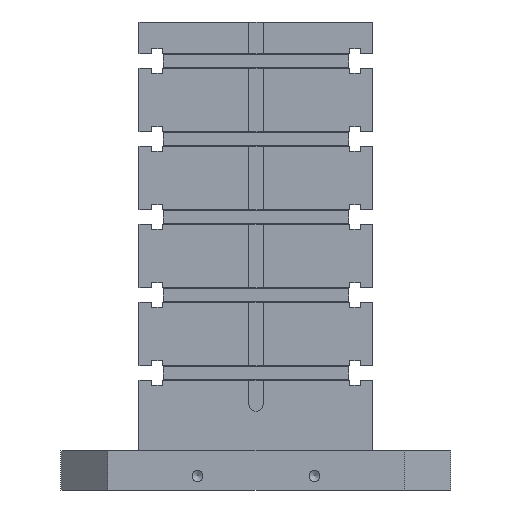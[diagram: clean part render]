
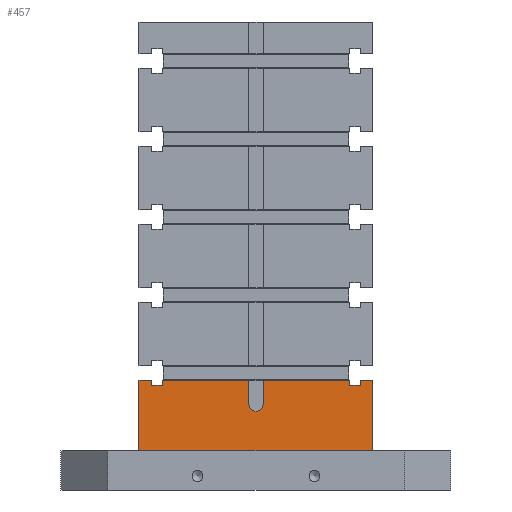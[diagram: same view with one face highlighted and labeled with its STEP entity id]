
A CAD part, front view. The second image highlights one B-rep face of the part: STEP entity #457.
In plain terms, the highlighted planar face has unit normal (0, -1, 0).
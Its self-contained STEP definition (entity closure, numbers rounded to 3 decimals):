
#457 = ADVANCED_FACE( '', ( #1767 ), #1768, .F. );
#1767 = FACE_OUTER_BOUND( '', #4112, .T. );
#1768 = PLANE( '', #4113 );
#4112 = EDGE_LOOP( '', ( #9251, #9252, #9253, #9254, #9255, #9256, #9257, #9258, #9259, #9260, #9261, #9262, #9263, #9264, #9265, #9266 ) );
#4113 = AXIS2_PLACEMENT_3D( '', #9267, #9268, #9269 );
#9251 = ORIENTED_EDGE( '', *, *, #14621, .T. );
#9252 = ORIENTED_EDGE( '', *, *, #14622, .T. );
#9253 = ORIENTED_EDGE( '', *, *, #14623, .T. );
#9254 = ORIENTED_EDGE( '', *, *, #13577, .T. );
#9255 = ORIENTED_EDGE( '', *, *, #14624, .T. );
#9256 = ORIENTED_EDGE( '', *, *, #14625, .T. );
#9257 = ORIENTED_EDGE( '', *, *, #14626, .T. );
#9258 = ORIENTED_EDGE( '', *, *, #14627, .T. );
#9259 = ORIENTED_EDGE( '', *, *, #14628, .T. );
#9260 = ORIENTED_EDGE( '', *, *, #14629, .F. );
#9261 = ORIENTED_EDGE( '', *, *, #14630, .F. );
#9262 = ORIENTED_EDGE( '', *, *, #14631, .T. );
#9263 = ORIENTED_EDGE( '', *, *, #14632, .F. );
#9264 = ORIENTED_EDGE( '', *, *, #14633, .F. );
#9265 = ORIENTED_EDGE( '', *, *, #14634, .F. );
#9266 = ORIENTED_EDGE( '', *, *, #13573, .T. );
#9267 = CARTESIAN_POINT( '', ( -150., -150., 600. ) );
#9268 = DIRECTION( '', ( 0., 1., 0. ) );
#9269 = DIRECTION( '', ( -1., 0., 0. ) );
#13573 = EDGE_CURVE( '', #16194, #16191, #16195, .T. );
#13577 = EDGE_CURVE( '', #16202, #16200, #16203, .T. );
#14621 = EDGE_CURVE( '', #16191, #17956, #17957, .T. );
#14622 = EDGE_CURVE( '', #17956, #17958, #17959, .T. );
#14623 = EDGE_CURVE( '', #17958, #16202, #17960, .T. );
#14624 = EDGE_CURVE( '', #16200, #17961, #17962, .T. );
#14625 = EDGE_CURVE( '', #17961, #17963, #17964, .T. );
#14626 = EDGE_CURVE( '', #17963, #17965, #17966, .T. );
#14627 = EDGE_CURVE( '', #17965, #17967, #17968, .T. );
#14628 = EDGE_CURVE( '', #17967, #17969, #17970, .T. );
#14629 = EDGE_CURVE( '', #17971, #17969, #17972, .T. );
#14630 = EDGE_CURVE( '', #17973, #17971, #17974, .T. );
#14631 = EDGE_CURVE( '', #17973, #17975, #17976, .T. );
#14632 = EDGE_CURVE( '', #17977, #17975, #17978, .T. );
#14633 = EDGE_CURVE( '', #17979, #17977, #17980, .T. );
#14634 = EDGE_CURVE( '', #16194, #17979, #17981, .T. );
#16191 = VERTEX_POINT( '', #20344 );
#16194 = VERTEX_POINT( '', #20348 );
#16195 = LINE( '', #20349, #20350 );
#16200 = VERTEX_POINT( '', #20357 );
#16202 = VERTEX_POINT( '', #20360 );
#16203 = LINE( '', #20361, #20362 );
#17956 = VERTEX_POINT( '', #23158 );
#17957 = LINE( '', #23159, #23160 );
#17958 = VERTEX_POINT( '', #23161 );
#17959 = CIRCLE( '', #23162, 9. );
#17960 = LINE( '', #23163, #23164 );
#17961 = VERTEX_POINT( '', #23165 );
#17962 = LINE( '', #23166, #23167 );
#17963 = VERTEX_POINT( '', #23168 );
#17964 = LINE( '', #23169, #23170 );
#17965 = VERTEX_POINT( '', #23171 );
#17966 = LINE( '', #23172, #23173 );
#17967 = VERTEX_POINT( '', #23174 );
#17968 = LINE( '', #23175, #23176 );
#17969 = VERTEX_POINT( '', #23177 );
#17970 = LINE( '', #23178, #23179 );
#17971 = VERTEX_POINT( '', #23180 );
#17972 = LINE( '', #23181, #23182 );
#17973 = VERTEX_POINT( '', #23183 );
#17974 = LINE( '', #23184, #23185 );
#17975 = VERTEX_POINT( '', #23186 );
#17976 = LINE( '', #23187, #23188 );
#17977 = VERTEX_POINT( '', #23189 );
#17978 = LINE( '', #23190, #23191 );
#17979 = VERTEX_POINT( '', #23192 );
#17980 = LINE( '', #23193, #23194 );
#17981 = LINE( '', #23195, #23196 );
#20344 = CARTESIAN_POINT( '', ( 9., -150., 141. ) );
#20348 = CARTESIAN_POINT( '', ( 120., -150., 141. ) );
#20349 = CARTESIAN_POINT( '', ( 150., -150., 141. ) );
#20350 = VECTOR( '', #26251, 1000. );
#20357 = CARTESIAN_POINT( '', ( -120., -150., 141. ) );
#20360 = CARTESIAN_POINT( '', ( -9., -150., 141. ) );
#20361 = CARTESIAN_POINT( '', ( 150., -150., 141. ) );
#20362 = VECTOR( '', #26255, 1000. );
#23158 = CARTESIAN_POINT( '', ( 9., -150., 110. ) );
#23159 = CARTESIAN_POINT( '', ( 9., -150., 600. ) );
#23160 = VECTOR( '', #27299, 1000. );
#23161 = CARTESIAN_POINT( '', ( -9., -150., 110. ) );
#23162 = AXIS2_PLACEMENT_3D( '', #27300, #27301, #27302 );
#23163 = CARTESIAN_POINT( '', ( -9., -150., 110. ) );
#23164 = VECTOR( '', #27303, 1000. );
#23165 = CARTESIAN_POINT( '', ( -120., -150., 134. ) );
#23166 = CARTESIAN_POINT( '', ( -120., -150., 141. ) );
#23167 = VECTOR( '', #27304, 1000. );
#23168 = CARTESIAN_POINT( '', ( -134., -150., 134. ) );
#23169 = CARTESIAN_POINT( '', ( -120., -150., 134. ) );
#23170 = VECTOR( '', #27305, 1000. );
#23171 = CARTESIAN_POINT( '', ( -134., -150., 141. ) );
#23172 = CARTESIAN_POINT( '', ( -134., -150., 134. ) );
#23173 = VECTOR( '', #27306, 1000. );
#23174 = CARTESIAN_POINT( '', ( -150., -150., 141. ) );
#23175 = CARTESIAN_POINT( '', ( 150., -150., 141. ) );
#23176 = VECTOR( '', #27307, 1000. );
#23177 = CARTESIAN_POINT( '', ( -150., -150., 50. ) );
#23178 = CARTESIAN_POINT( '', ( -150., -150., 600. ) );
#23179 = VECTOR( '', #27308, 1000. );
#23180 = CARTESIAN_POINT( '', ( 150., -150., 50. ) );
#23181 = CARTESIAN_POINT( '', ( -250., -150., 50. ) );
#23182 = VECTOR( '', #27309, 1000. );
#23183 = CARTESIAN_POINT( '', ( 150., -150., 141. ) );
#23184 = CARTESIAN_POINT( '', ( 150., -150., 600. ) );
#23185 = VECTOR( '', #27310, 1000. );
#23186 = CARTESIAN_POINT( '', ( 134., -150., 141. ) );
#23187 = CARTESIAN_POINT( '', ( 150., -150., 141. ) );
#23188 = VECTOR( '', #27311, 1000. );
#23189 = CARTESIAN_POINT( '', ( 134., -150., 134. ) );
#23190 = CARTESIAN_POINT( '', ( 134., -150., 134. ) );
#23191 = VECTOR( '', #27312, 1000. );
#23192 = CARTESIAN_POINT( '', ( 120., -150., 134. ) );
#23193 = CARTESIAN_POINT( '', ( 120., -150., 134. ) );
#23194 = VECTOR( '', #27313, 1000. );
#23195 = CARTESIAN_POINT( '', ( 120., -150., 141. ) );
#23196 = VECTOR( '', #27314, 1000. );
#26251 = DIRECTION( '', ( -1., 0., 0. ) );
#26255 = DIRECTION( '', ( -1., 0., 0. ) );
#27299 = DIRECTION( '', ( 0., 0., -1. ) );
#27300 = CARTESIAN_POINT( '', ( 0., -150., 110. ) );
#27301 = DIRECTION( '', ( 0., 1., 0. ) );
#27302 = DIRECTION( '', ( 1., 0., 0. ) );
#27303 = DIRECTION( '', ( 0., 0., 1. ) );
#27304 = DIRECTION( '', ( 0., 0., -1. ) );
#27305 = DIRECTION( '', ( -1., 0., 0. ) );
#27306 = DIRECTION( '', ( 0., 0., 1. ) );
#27307 = DIRECTION( '', ( -1., 0., 0. ) );
#27308 = DIRECTION( '', ( 0., 0., -1. ) );
#27309 = DIRECTION( '', ( -1., 0., 0. ) );
#27310 = DIRECTION( '', ( 0., 0., -1. ) );
#27311 = DIRECTION( '', ( -1., 0., 0. ) );
#27312 = DIRECTION( '', ( 0., 0., 1. ) );
#27313 = DIRECTION( '', ( 1., 0., 0. ) );
#27314 = DIRECTION( '', ( 0., 0., -1. ) );
